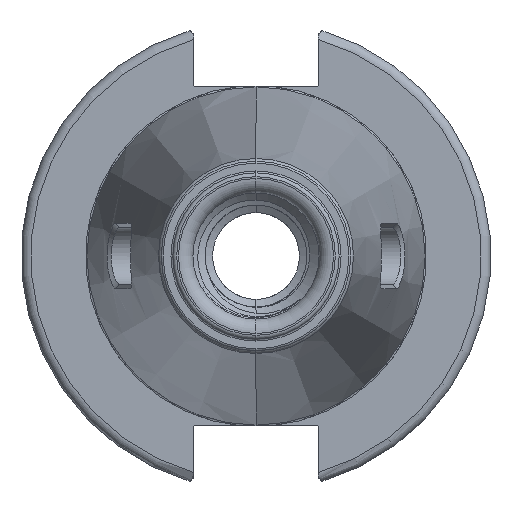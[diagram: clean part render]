
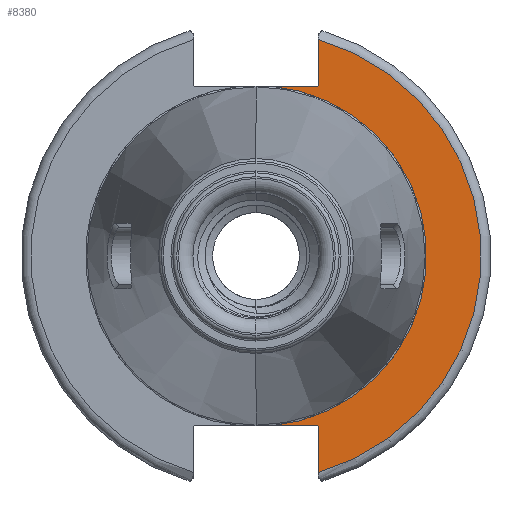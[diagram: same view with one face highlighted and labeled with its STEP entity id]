
A CAD part, left-side view. The second image highlights one B-rep face of the part: STEP entity #8380.
In plain terms, the highlighted planar face has unit normal (-1, 0, 0).
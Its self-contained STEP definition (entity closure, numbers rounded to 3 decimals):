
#355 = FACE_OUTER_BOUND ( 'NONE', #2433, .T. ) ;
#363 = AXIS2_PLACEMENT_3D ( 'NONE', #2317, #2318, #2319 ) ;
#446 = CARTESIAN_POINT ( 'NONE',  ( -6., -2.994, -35.2 ) ) ;
#447 = CARTESIAN_POINT ( 'NONE',  ( -6., -2.994, 35.2 ) ) ;
#847 = AXIS2_PLACEMENT_3D ( 'NONE', #4684, #4685, #4686 ) ;
#855 = VECTOR ( 'NONE', #4634, 1000. ) ;
#1010 = VECTOR ( 'NONE', #6457, 1000. ) ;
#1229 = ORIENTED_EDGE ( 'NONE', *, *, #5325, .T. ) ;
#1237 = ORIENTED_EDGE ( 'NONE', *, *, #6884, .T. ) ;
#1254 = ORIENTED_EDGE ( 'NONE', *, *, #5176, .T. ) ;
#1284 = VERTEX_POINT ( 'NONE', #446 ) ;
#1287 = VERTEX_POINT ( 'NONE', #447 ) ;
#1308 = ORIENTED_EDGE ( 'NONE', *, *, #6843, .T. ) ;
#1310 = ORIENTED_EDGE ( 'NONE', *, *, #6871, .T. ) ;
#1317 = ORIENTED_EDGE ( 'NONE', *, *, #8260, .F. ) ;
#1319 = ORIENTED_EDGE ( 'NONE', *, *, #6834, .T. ) ;
#1323 = ORIENTED_EDGE ( 'NONE', *, *, #6898, .T. ) ;
#1499 = AXIS2_PLACEMENT_3D ( 'NONE', #4204, #4205, #4206 ) ;
#2009 = AXIS2_PLACEMENT_3D ( 'NONE', #6322, #6323, #6324 ) ;
#2316 = PLANE ( 'NONE',  #363 ) ;
#2317 = CARTESIAN_POINT ( 'NONE',  ( -6., 35.327, 0. ) ) ;
#2318 = DIRECTION ( 'NONE',  ( 1., 0., 0. ) ) ;
#2319 = DIRECTION ( 'NONE',  ( 0., 0., -1. ) ) ;
#2433 = EDGE_LOOP ( 'NONE', ( #1254, #1229, #1237, #1310, #1308, #1319, #1317, #1323 ) ) ;
#3389 = CARTESIAN_POINT ( 'NONE',  ( -6., -12.885, -35.3 ) ) ;
#3390 = CARTESIAN_POINT ( 'NONE',  ( -6., -12.885, -44.835 ) ) ;
#3393 = CARTESIAN_POINT ( 'NONE',  ( -6., -12.885, 35.3 ) ) ;
#3394 = CARTESIAN_POINT ( 'NONE',  ( -6., -12.785, -35.2 ) ) ;
#3405 = CARTESIAN_POINT ( 'NONE',  ( -6., -12.885, 44.835 ) ) ;
#3659 = CARTESIAN_POINT ( 'NONE',  ( -6., -12.785, 35.2 ) ) ;
#3694 = LINE ( 'NONE', #3695, #8807 ) ;
#3695 = CARTESIAN_POINT ( 'NONE',  ( -6., -12.885, 0. ) ) ;
#3696 = DIRECTION ( 'NONE',  ( 0., 0., -1. ) ) ;
#3752 = CARTESIAN_POINT ( 'NONE',  ( -6., 0., 0. ) ) ;
#3753 = DIRECTION ( 'NONE',  ( -1., 0., 0. ) ) ;
#3754 = DIRECTION ( 'NONE',  ( 0., 0., -1. ) ) ;
#3815 = LINE ( 'NONE', #3816, #6685 ) ;
#3816 = CARTESIAN_POINT ( 'NONE',  ( -6., 35.327, -35.2 ) ) ;
#3817 = DIRECTION ( 'NONE',  ( 0., -1., 0. ) ) ;
#4204 = CARTESIAN_POINT ( 'NONE',  ( -6., -12.785, -35.3 ) ) ;
#4205 = DIRECTION ( 'NONE',  ( 1., 0., 0. ) ) ;
#4206 = DIRECTION ( 'NONE',  ( 0., 0., -1. ) ) ;
#4632 = LINE ( 'NONE', #4633, #855 ) ;
#4633 = CARTESIAN_POINT ( 'NONE',  ( -6., 35.327, 35.2 ) ) ;
#4634 = DIRECTION ( 'NONE',  ( 0., 1., 0. ) ) ;
#4684 = CARTESIAN_POINT ( 'NONE',  ( -6., -12.785, 35.3 ) ) ;
#4685 = DIRECTION ( 'NONE',  ( 1., 0., 0. ) ) ;
#4686 = DIRECTION ( 'NONE',  ( 0., 0., -1. ) ) ;
#5176 = EDGE_CURVE ( 'NONE', #7915, #7910, #8431, .T. ) ;
#5325 = EDGE_CURVE ( 'NONE', #7910, #7911, #6455, .T. ) ;
#6322 = CARTESIAN_POINT ( 'NONE',  ( -6., 0., 0. ) ) ;
#6323 = DIRECTION ( 'NONE',  ( -1., 0., 0. ) ) ;
#6324 = DIRECTION ( 'NONE',  ( 0., 0., 1. ) ) ;
#6455 = LINE ( 'NONE', #6456, #1010 ) ;
#6456 = CARTESIAN_POINT ( 'NONE',  ( -6., -12.885, 0. ) ) ;
#6457 = DIRECTION ( 'NONE',  ( 0., 0., -1. ) ) ;
#6685 = VECTOR ( 'NONE', #3817, 1000. ) ;
#6834 = EDGE_CURVE ( 'NONE', #7898, #1287, #4632, .T. ) ;
#6843 = EDGE_CURVE ( 'NONE', #7914, #7898, #8510, .T. ) ;
#6871 = EDGE_CURVE ( 'NONE', #7929, #7914, #3694, .T. ) ;
#6884 = EDGE_CURVE ( 'NONE', #7911, #7929, #8531, .T. ) ;
#6898 = EDGE_CURVE ( 'NONE', #1284, #7915, #3815, .T. ) ;
#7898 = VERTEX_POINT ( 'NONE', #3659 ) ;
#7910 = VERTEX_POINT ( 'NONE', #3389 ) ;
#7911 = VERTEX_POINT ( 'NONE', #3390 ) ;
#7914 = VERTEX_POINT ( 'NONE', #3393 ) ;
#7915 = VERTEX_POINT ( 'NONE', #3394 ) ;
#7929 = VERTEX_POINT ( 'NONE', #3405 ) ;
#8260 = EDGE_CURVE ( 'NONE', #1284, #1287, #8554, .T. ) ;
#8380 = ADVANCED_FACE ( 'NONE', ( #355 ), #2316, .F. ) ;
#8431 = CIRCLE ( 'NONE', #1499, 0.1 ) ;
#8510 = CIRCLE ( 'NONE', #847, 0.1 ) ;
#8531 = CIRCLE ( 'NONE', #8810, 46.65 ) ;
#8554 = CIRCLE ( 'NONE', #2009, 35.327 ) ;
#8807 = VECTOR ( 'NONE', #3696, 1000. ) ;
#8810 = AXIS2_PLACEMENT_3D ( 'NONE', #3752, #3753, #3754 ) ;
